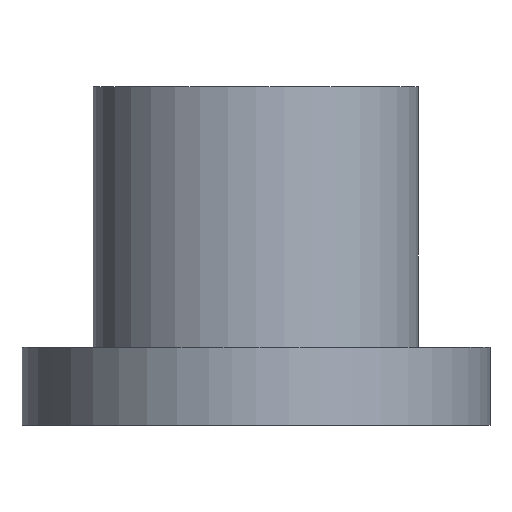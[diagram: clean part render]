
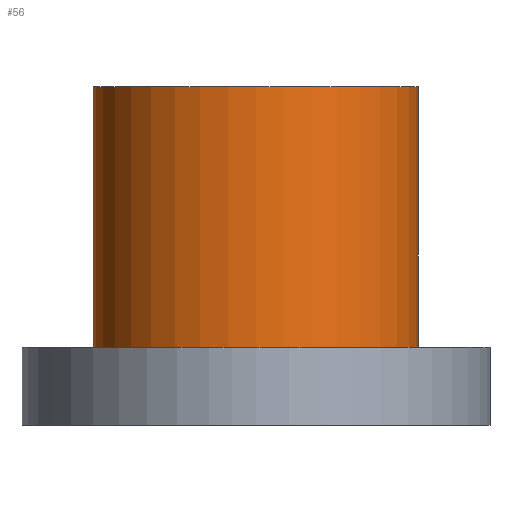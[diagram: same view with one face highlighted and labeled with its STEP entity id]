
A CAD part, front view. The second image highlights one B-rep face of the part: STEP entity #56.
In plain terms, the highlighted cylindrical face has radius 6.25 mm (diameter 12.5 mm), a full revolution.
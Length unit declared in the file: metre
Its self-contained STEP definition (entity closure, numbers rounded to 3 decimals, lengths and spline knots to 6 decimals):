
#12=CYLINDRICAL_SURFACE('',#76,0.00625);
#13=CIRCLE('',#74,0.00625);
#14=CIRCLE('',#77,0.00625);
#23=ORIENTED_EDGE('',*,*,#29,.F.);
#24=ORIENTED_EDGE('',*,*,#28,.T.);
#28=EDGE_CURVE('',#32,#32,#13,.T.);
#29=EDGE_CURVE('',#33,#33,#14,.T.);
#32=VERTEX_POINT('',#142);
#33=VERTEX_POINT('',#146);
#41=EDGE_LOOP('',(#23));
#42=EDGE_LOOP('',(#24));
#49=FACE_BOUND('',#41,.T.);
#50=FACE_BOUND('',#42,.T.);
#56=ADVANCED_FACE('',(#49,#50),#12,.T.);
#74=AXIS2_PLACEMENT_3D('',#141,#87,#88);
#76=AXIS2_PLACEMENT_3D('',#144,#91,#92);
#77=AXIS2_PLACEMENT_3D('',#145,#93,#94);
#87=DIRECTION('',(0.,0.,1.));
#88=DIRECTION('',(1.,0.,0.));
#91=DIRECTION('',(0.,0.,-1.));
#92=DIRECTION('',(-1.,0.,0.));
#93=DIRECTION('',(0.,0.,1.));
#94=DIRECTION('',(1.,0.,0.));
#141=CARTESIAN_POINT('',(0.,0.,0.003));
#142=CARTESIAN_POINT('',(0.00625,0.,0.003));
#144=CARTESIAN_POINT('',(0.,0.,0.013));
#145=CARTESIAN_POINT('',(0.,0.,0.013));
#146=CARTESIAN_POINT('',(0.00625,0.,0.013));
